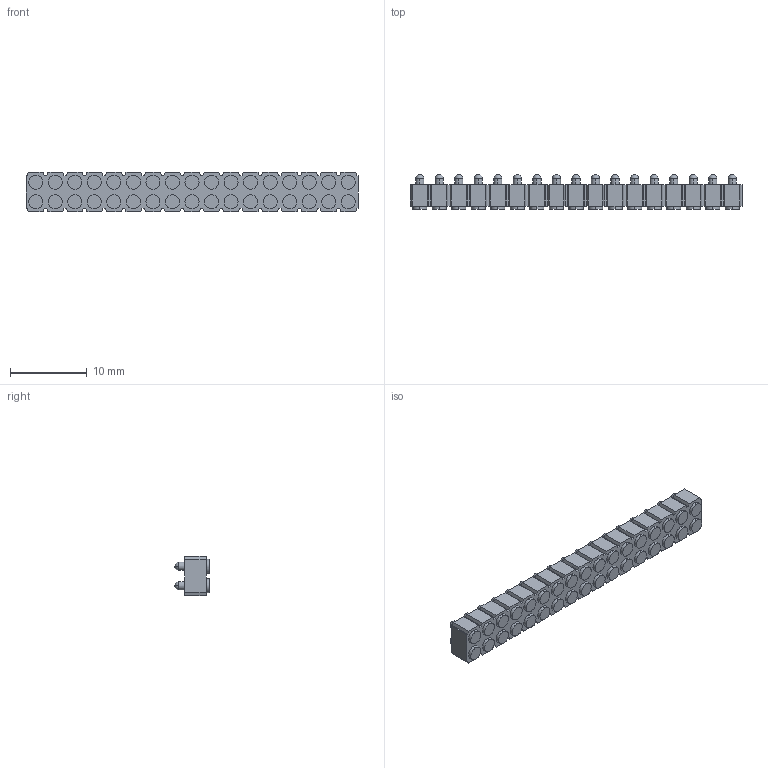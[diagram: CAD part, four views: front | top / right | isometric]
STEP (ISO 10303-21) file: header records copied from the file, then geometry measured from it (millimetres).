
FILE_DESCRIPTION (( 'STEP AP214' ), '1' );
FILE_NAME ('mill-max-813-22-034-30-001101.step', '2021-03-02T20:28:58', ( '' ), ( '' ), 'SwSTEP 2.0', 'SolidWorks 2020', '' );
FILE_SCHEMA (( 'AUTOMOTIVE_DESIGN' ));
Length unit declared in the file: inch
Products named in the file (3): mill-max-813-22-034-30-001101; mill-max-813-22-034-30-001101_0900_default; mill-max-813-22-034-30-001101_P4XX-28-010-00-090000_P434-28-010-00-090000
Assembly tree (35 placements, depth 2):
  mill-max-813-22-034-30-001101
    mill-max-813-22-034-30-001101_P4XX-28-010-00-090000_P434-28-010-00-090000
    mill-max-813-22-034-30-001101_0900_default  x34
Bounding box: 43.18 x 4.5 x 5.08 mm (x, y, z)
Volume: 629.8 mm3; surface area: 1887.8 mm2
Topology: 35 solids, 35 shells, 822 faces, 1916 edges, 1198 vertices
Faces by surface type: cylinder 340, plane 278, cone 136, sphere 68
Entity records: 8024 total; most frequent: CARTESIAN_POINT 1365, DIRECTION 1352, ORIENTED_EDGE 1320, EDGE_CURVE 660, VECTOR 500, LINE 500, VERTEX_POINT 439, AXIS2_PLACEMENT_3D 426
